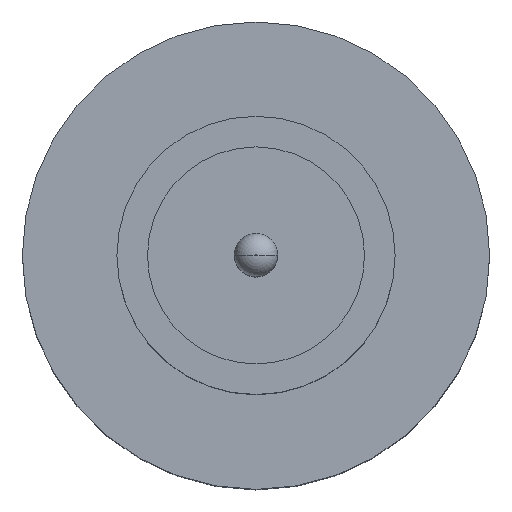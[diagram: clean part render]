
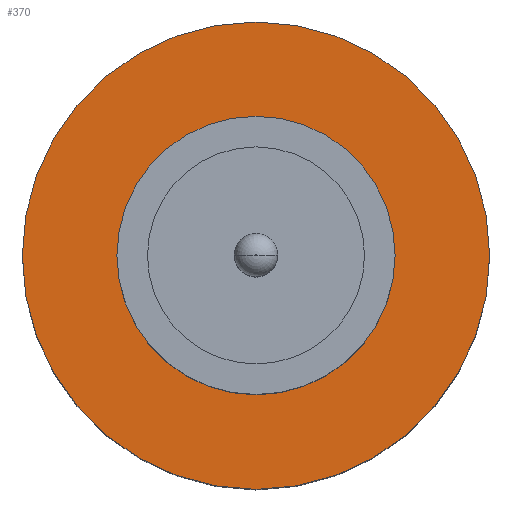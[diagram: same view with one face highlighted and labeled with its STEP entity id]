
A CAD part, top view. The second image highlights one B-rep face of the part: STEP entity #370.
In plain terms, the highlighted planar face has unit normal (0, 0, 1).
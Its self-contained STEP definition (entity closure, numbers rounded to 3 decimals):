
#3 = DIRECTION ( 'NONE',  ( 0., 0., 1. ) ) ;
#13 = DIRECTION ( 'NONE',  ( 0., 0., 1. ) ) ;
#27 = CARTESIAN_POINT ( 'NONE',  ( 0., 0., 1.55 ) ) ;
#34 = AXIS2_PLACEMENT_3D ( 'NONE', #538, #90, #631 ) ;
#90 = DIRECTION ( 'NONE',  ( 0., 0., 1. ) ) ;
#101 = VERTEX_POINT ( 'NONE', #299 ) ;
#165 = DIRECTION ( 'NONE',  ( 1., 0., 0. ) ) ;
#171 = DIRECTION ( 'NONE',  ( 0., 0., 1. ) ) ;
#192 = EDGE_CURVE ( 'NONE', #101, #689, #422, .T. ) ;
#228 = EDGE_LOOP ( 'NONE', ( #327, #445 ) ) ;
#237 = CARTESIAN_POINT ( 'NONE',  ( 0., 0., 1.55 ) ) ;
#258 = PLANE ( 'NONE',  #943 ) ;
#299 = CARTESIAN_POINT ( 'NONE',  ( -1.25, 0., 1.55 ) ) ;
#306 = CARTESIAN_POINT ( 'NONE',  ( 0., 0., 1.55 ) ) ;
#326 = EDGE_CURVE ( 'NONE', #689, #101, #835, .T. ) ;
#327 = ORIENTED_EDGE ( 'NONE', *, *, #326, .F. ) ;
#334 = EDGE_CURVE ( 'NONE', #647, #462, #487, .T. ) ;
#341 = ORIENTED_EDGE ( 'NONE', *, *, #334, .T. ) ;
#370 = ADVANCED_FACE ( 'NONE', ( #499, #743 ), #258, .T. ) ;
#389 = CARTESIAN_POINT ( 'NONE',  ( -2.1, 0., 1.55 ) ) ;
#422 = CIRCLE ( 'NONE', #34, 1.25 ) ;
#430 = AXIS2_PLACEMENT_3D ( 'NONE', #950, #13, #165 ) ;
#445 = ORIENTED_EDGE ( 'NONE', *, *, #192, .F. ) ;
#462 = VERTEX_POINT ( 'NONE', #746 ) ;
#484 = DIRECTION ( 'NONE',  ( 1., 0., 0. ) ) ;
#487 = CIRCLE ( 'NONE', #495, 2.1 ) ;
#488 = DIRECTION ( 'NONE',  ( 0., 0., 1. ) ) ;
#495 = AXIS2_PLACEMENT_3D ( 'NONE', #306, #3, #484 ) ;
#499 = FACE_BOUND ( 'NONE', #228, .T. ) ;
#538 = CARTESIAN_POINT ( 'NONE',  ( 0., 0., 1.55 ) ) ;
#559 = DIRECTION ( 'NONE',  ( 1., 0., 0. ) ) ;
#595 = EDGE_LOOP ( 'NONE', ( #341, #913 ) ) ;
#631 = DIRECTION ( 'NONE',  ( 1., 0., 0. ) ) ;
#647 = VERTEX_POINT ( 'NONE', #389 ) ;
#689 = VERTEX_POINT ( 'NONE', #770 ) ;
#712 = DIRECTION ( 'NONE',  ( 1., 0., 0. ) ) ;
#743 = FACE_OUTER_BOUND ( 'NONE', #595, .T. ) ;
#746 = CARTESIAN_POINT ( 'NONE',  ( 2.1, 0., 1.55 ) ) ;
#760 = AXIS2_PLACEMENT_3D ( 'NONE', #237, #171, #712 ) ;
#770 = CARTESIAN_POINT ( 'NONE',  ( 1.25, 0., 1.55 ) ) ;
#822 = EDGE_CURVE ( 'NONE', #462, #647, #961, .T. ) ;
#835 = CIRCLE ( 'NONE', #430, 1.25 ) ;
#913 = ORIENTED_EDGE ( 'NONE', *, *, #822, .T. ) ;
#943 = AXIS2_PLACEMENT_3D ( 'NONE', #27, #488, #559 ) ;
#950 = CARTESIAN_POINT ( 'NONE',  ( 0., 0., 1.55 ) ) ;
#961 = CIRCLE ( 'NONE', #760, 2.1 ) ;
